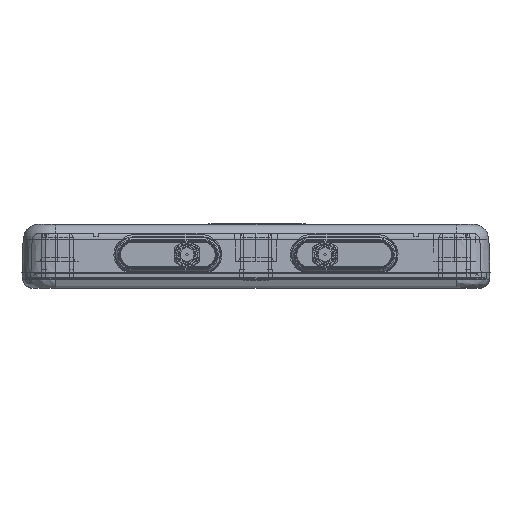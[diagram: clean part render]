
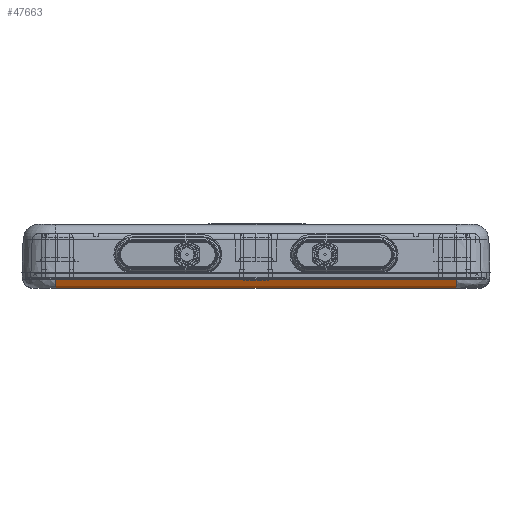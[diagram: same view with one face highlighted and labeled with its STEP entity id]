
A CAD part, front view. The second image highlights one B-rep face of the part: STEP entity #47663.
In plain terms, the highlighted cylindrical face has radius 3 mm (diameter 6 mm), a partial arc.
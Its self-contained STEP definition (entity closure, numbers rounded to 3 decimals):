
#272 = CARTESIAN_POINT ( 'NONE',  ( -72.76, -63.913, -2. ) ) ;
#1583 = AXIS2_PLACEMENT_3D ( 'NONE', #272, #45647, #14904 ) ;
#3576 = CARTESIAN_POINT ( 'NONE',  ( -62.423, -66.384, -3.735 ) ) ;
#5514 = CARTESIAN_POINT ( 'NONE',  ( 62.423, -63.913, -5. ) ) ;
#6156 = CARTESIAN_POINT ( 'NONE',  ( 62.423, -66.77, -3.05 ) ) ;
#7681 = DIRECTION ( 'NONE',  ( 1., 0., 0. ) ) ;
#9223 = FACE_OUTER_BOUND ( 'NONE', #44777, .T. ) ;
#10587 = CARTESIAN_POINT ( 'NONE',  ( 62.423, -64.257, -5. ) ) ;
#12082 = CARTESIAN_POINT ( 'NONE',  ( -62.423, -66.909, -2.157 ) ) ;
#13284 = VECTOR ( 'NONE', #7681, 1000. ) ;
#13309 = CARTESIAN_POINT ( 'NONE',  ( -62.423, -64.257, -5. ) ) ;
#13803 = VERTEX_POINT ( 'NONE', #25076 ) ;
#14012 = VERTEX_POINT ( 'NONE', #33829 ) ;
#14904 = DIRECTION ( 'NONE',  ( 0., 0., 1. ) ) ;
#15129 = VERTEX_POINT ( 'NONE', #40297 ) ;
#18410 = CARTESIAN_POINT ( 'NONE',  ( -62.423, -66.77, -3.05 ) ) ;
#19141 = B_SPLINE_CURVE_WITH_KNOTS ( 'NONE', 3,
 ( #28089, #13309, #43858, #23932, #3576, #18410, #38667, #33129 ),
 .UNSPECIFIED., .F., .F.,
 ( 4, 1, 1, 1, 1, 4 ),
 ( 0., 0.25, 0.5, 0.625, 0.75, 1. ),
 .UNSPECIFIED. ) ;
#20966 = CARTESIAN_POINT ( 'NONE',  ( 62.423, -66.891, -2.501 ) ) ;
#21200 = CARTESIAN_POINT ( 'NONE',  ( 62.423, -66.384, -3.735 ) ) ;
#23932 = CARTESIAN_POINT ( 'NONE',  ( -62.423, -65.861, -4.343 ) ) ;
#25076 = CARTESIAN_POINT ( 'NONE',  ( 62.423, -66.909, -2.157 ) ) ;
#28089 = CARTESIAN_POINT ( 'NONE',  ( -62.423, -63.913, -5. ) ) ;
#30927 = EDGE_CURVE ( 'NONE', #15129, #14012, #57647, .T. ) ;
#31067 = CARTESIAN_POINT ( 'NONE',  ( 62.423, -66.909, -2.157 ) ) ;
#31511 = CARTESIAN_POINT ( 'NONE',  ( 62.423, -64.997, -4.879 ) ) ;
#33129 = CARTESIAN_POINT ( 'NONE',  ( -62.423, -66.909, -2.157 ) ) ;
#33829 = CARTESIAN_POINT ( 'NONE',  ( 62.423, -63.913, -5. ) ) ;
#36177 = CARTESIAN_POINT ( 'NONE',  ( 62.423, -65.861, -4.343 ) ) ;
#38667 = CARTESIAN_POINT ( 'NONE',  ( -62.423, -66.891, -2.501 ) ) ;
#39460 = B_SPLINE_CURVE_WITH_KNOTS ( 'NONE', 3,
 ( #31067, #20966, #6156, #21200, #36177, #31511, #10587, #5514 ),
 .UNSPECIFIED., .F., .F.,
 ( 4, 1, 1, 1, 1, 4 ),
 ( 0., 0.25, 0.375, 0.5, 0.75, 1. ),
 .UNSPECIFIED. ) ;
#39702 = EDGE_CURVE ( 'NONE', #13803, #58938, #64395, .T. ) ;
#39805 = DIRECTION ( 'NONE',  ( -1., 0., 0. ) ) ;
#40297 = CARTESIAN_POINT ( 'NONE',  ( -62.423, -63.913, -5. ) ) ;
#42926 = ORIENTED_EDGE ( 'NONE', *, *, #58325, .F. ) ;
#43858 = CARTESIAN_POINT ( 'NONE',  ( -62.423, -64.997, -4.879 ) ) ;
#44237 = ORIENTED_EDGE ( 'NONE', *, *, #62482, .F. ) ;
#44777 = EDGE_LOOP ( 'NONE', ( #42926, #59137, #44237, #48905 ) ) ;
#44811 = CYLINDRICAL_SURFACE ( 'NONE', #1583, 3. ) ;
#45647 = DIRECTION ( 'NONE',  ( -1., 0., 0. ) ) ;
#47663 = ADVANCED_FACE ( 'NONE', ( #9223 ), #44811, .T. ) ;
#47779 = VECTOR ( 'NONE', #39805, 1000. ) ;
#48905 = ORIENTED_EDGE ( 'NONE', *, *, #30927, .T. ) ;
#57647 = LINE ( 'NONE', #61263, #13284 ) ;
#58325 = EDGE_CURVE ( 'NONE', #13803, #14012, #39460, .T. ) ;
#58938 = VERTEX_POINT ( 'NONE', #12082 ) ;
#59137 = ORIENTED_EDGE ( 'NONE', *, *, #39702, .T. ) ;
#60706 = CARTESIAN_POINT ( 'NONE',  ( 62.423, -66.909, -2.157 ) ) ;
#61263 = CARTESIAN_POINT ( 'NONE',  ( -62.423, -63.913, -5. ) ) ;
#62482 = EDGE_CURVE ( 'NONE', #15129, #58938, #19141, .T. ) ;
#64395 = LINE ( 'NONE', #60706, #47779 ) ;
